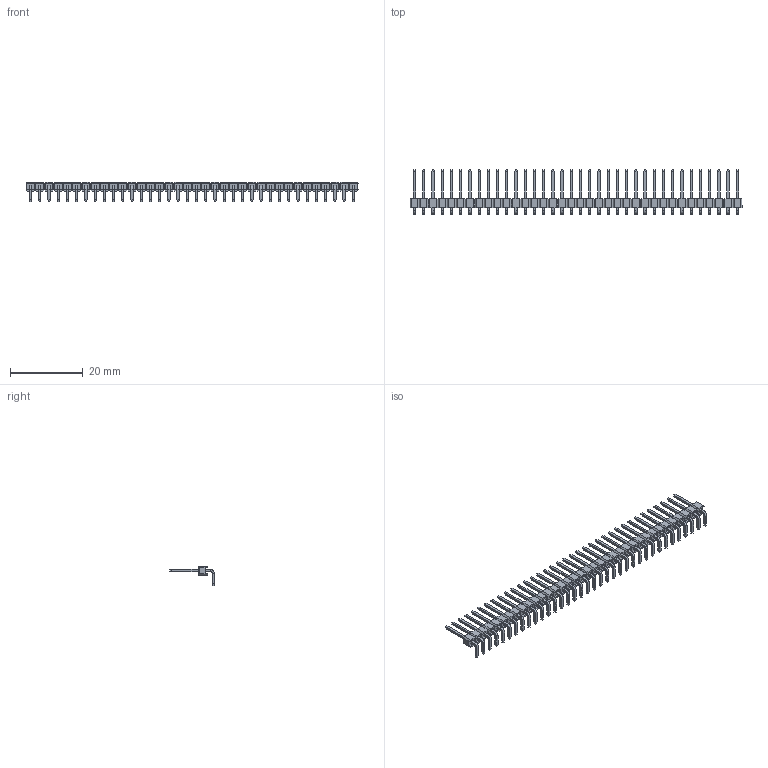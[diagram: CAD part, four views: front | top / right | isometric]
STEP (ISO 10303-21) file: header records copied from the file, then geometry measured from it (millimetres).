
FILE_DESCRIPTION (( 'STEP AP214' ), '1' );
FILE_NAME ('1x36 Male Pin Header Angle.STEP', '2021-11-12T11:29:11', ( 'M.B.I.' ), ( '' ), 'SwSTEP 2.0', '', '' );
FILE_SCHEMA (( 'AUTOMOTIVE_DESIGN' ));
Length unit declared in the file: millimetre
Products named in the file (1): 1x36 Male Pin Header Angle
Bounding box: 91.44 x 12.36 x 5.5 mm (x, y, z)
Volume: 663.3 mm3; surface area: 2796.6 mm2
Topology: 53 solids, 53 shells, 1792 faces, 4342 edges, 2656 vertices
Faces by surface type: plane 1720, cylinder 72
Entity records: 51048 total; most frequent: CARTESIAN_POINT 8791, ORIENTED_EDGE 8684, DIRECTION 8072, EDGE_CURVE 4342, LINE 4198, VECTOR 4198, VERTEX_POINT 2656, AXIS2_PLACEMENT_3D 1937
